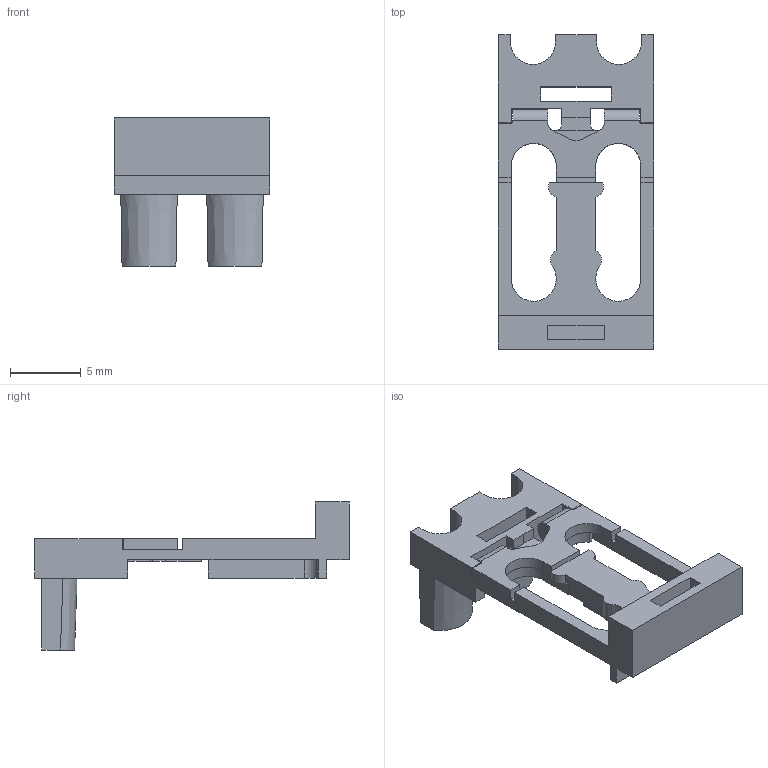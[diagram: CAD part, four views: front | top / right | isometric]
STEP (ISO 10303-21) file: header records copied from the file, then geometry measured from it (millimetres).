
FILE_DESCRIPTION(('CATIA V5R24 STEP','CAx-IF Rec.Pracs.--- Model Styling and Organization---1.2---2011-12-15'),'2;1');
FILE_NAME ('037007-1_1', '2018-08-27T11:52:25+00:00', ('Weidmueller Interface'), ('Weidmueller'), 'CATIA Version 5-6 Release 2014 SP4 HF52', 'CATIA V5 STEP AP214', 'none');
FILE_SCHEMA(('AUTOMOTIVE_DESIGN { 1 0 10303 214 1 1 1 1 }'));
Length unit declared in the file: millimetre
Products named in the file (1): 1319260000
Bounding box: 11 x 22.3 x 10.5 mm (x, y, z)
Volume: 416 mm3; surface area: 981.9 mm2
Topology: 2 solids, 2 shells, 135 faces, 378 edges, 244 vertices
Faces by surface type: plane 104, cylinder 29, cone 2
Entity records: 4190 total; most frequent: CARTESIAN_POINT 804, ORIENTED_EDGE 756, DIRECTION 589, EDGE_CURVE 378, VECTOR 310, LINE 310, VERTEX_POINT 244, AXIS2_PLACEMENT_3D 166
